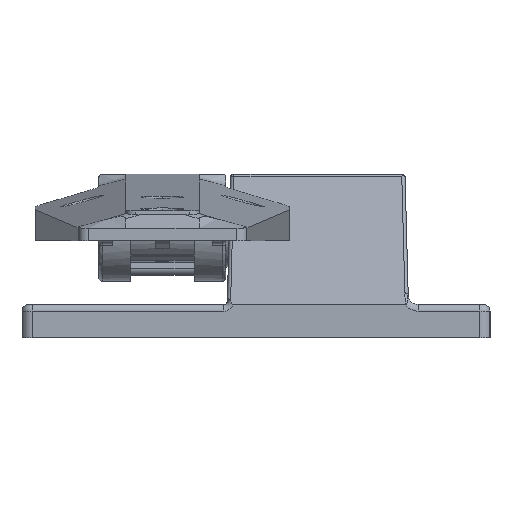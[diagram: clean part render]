
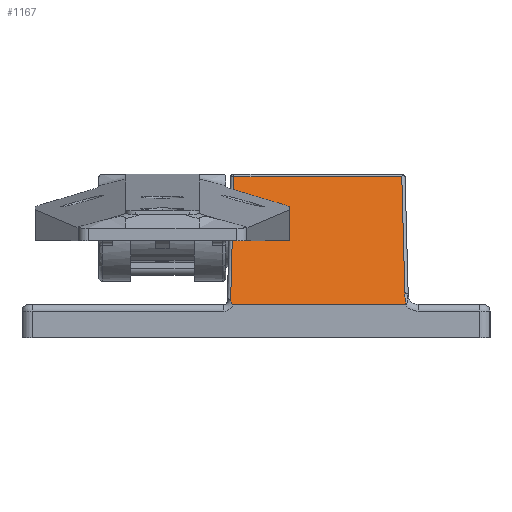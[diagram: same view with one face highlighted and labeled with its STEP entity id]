
A CAD part, left-side view. The second image highlights one B-rep face of the part: STEP entity #1167.
In plain terms, the highlighted planar face has unit normal (-0.969, 0, 0.248).
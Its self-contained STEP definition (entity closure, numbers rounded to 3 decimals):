
#1167 = ADVANCED_FACE ( 'NONE', ( #17945 ), #11685, .F. ) ;
#1330 = EDGE_CURVE ( 'NONE', #2527, #2529, #15427, .T. ) ;
#1333 = EDGE_CURVE ( 'NONE', #2525, #2527, #18870, .T. ) ;
#1335 = EDGE_CURVE ( 'NONE', #2529, #2531, #18871, .T. ) ;
#1337 = EDGE_CURVE ( 'NONE', #2531, #2533, #15456, .T. ) ;
#1339 = EDGE_CURVE ( 'NONE', #2533, #2535, #15459, .T. ) ;
#1341 = EDGE_CURVE ( 'NONE', #2535, #2525, #15462, .T. ) ;
#2525 = VERTEX_POINT ( 'NONE', #16951 ) ;
#2527 = VERTEX_POINT ( 'NONE', #16952 ) ;
#2529 = VERTEX_POINT ( 'NONE', #16953 ) ;
#2531 = VERTEX_POINT ( 'NONE', #16954 ) ;
#2533 = VERTEX_POINT ( 'NONE', #16955 ) ;
#2535 = VERTEX_POINT ( 'NONE', #16956 ) ;
#2969 = ORIENTED_EDGE ( 'NONE', *, *, #1333, .T. ) ;
#2971 = ORIENTED_EDGE ( 'NONE', *, *, #1335, .T. ) ;
#2973 = ORIENTED_EDGE ( 'NONE', *, *, #1330, .T. ) ;
#2975 = ORIENTED_EDGE ( 'NONE', *, *, #1337, .T. ) ;
#2977 = ORIENTED_EDGE ( 'NONE', *, *, #1339, .T. ) ;
#2979 = ORIENTED_EDGE ( 'NONE', *, *, #1341, .T. ) ;
#3405 = EDGE_LOOP ( 'NONE', ( #2969, #2973, #2971, #2975, #2977, #2979 ) ) ;
#11685 = PLANE ( 'NONE',  #17948 ) ;
#11686 = CARTESIAN_POINT ( 'NONE',  ( -24., 62., -23. ) ) ;
#11687 = DIRECTION ( 'NONE',  ( 0.969, 0., -0.248 ) ) ;
#11688 = DIRECTION ( 'NONE',  ( -0.248, 0., -0.969 ) ) ;
#15423 = CARTESIAN_POINT ( 'NONE',  ( -23.73, -0.419, -21.947 ) ) ;
#15427 = LINE ( 'NONE', #15428, #18094 ) ;
#15428 = CARTESIAN_POINT ( 'NONE',  ( -23.969, 62., -22.878 ) ) ;
#15429 = DIRECTION ( 'NONE',  ( 0., -1., 0. ) ) ;
#15430 = CARTESIAN_POINT ( 'NONE',  ( -23.771, -0.494, -22.107 ) ) ;
#15431 = CARTESIAN_POINT ( 'NONE',  ( -23.813, -0.56, -22.272 ) ) ;
#15432 = CARTESIAN_POINT ( 'NONE',  ( -23.875, -0.67, -22.514 ) ) ;
#15433 = CARTESIAN_POINT ( 'NONE',  ( -23.896, -0.708, -22.594 ) ) ;
#15434 = CARTESIAN_POINT ( 'NONE',  ( -23.935, -0.799, -22.746 ) ) ;
#15435 = CARTESIAN_POINT ( 'NONE',  ( -23.954, -0.853, -22.819 ) ) ;
#15436 = CARTESIAN_POINT ( 'NONE',  ( -23.969, -0.921, -22.878 ) ) ;
#15437 = CARTESIAN_POINT ( 'NONE',  ( -23.969, -52.623, -22.878 ) ) ;
#15438 = CARTESIAN_POINT ( 'NONE',  ( -23.969, -52.66, -22.878 ) ) ;
#15439 = CARTESIAN_POINT ( 'NONE',  ( -23.967, -52.698, -22.873 ) ) ;
#15440 = CARTESIAN_POINT ( 'NONE',  ( -23.96, -52.769, -22.845 ) ) ;
#15441 = CARTESIAN_POINT ( 'NONE',  ( -23.954, -52.799, -22.822 ) ) ;
#15442 = CARTESIAN_POINT ( 'NONE',  ( -23.932, -52.865, -22.733 ) ) ;
#15443 = CARTESIAN_POINT ( 'NONE',  ( -23.912, -52.875, -22.656 ) ) ;
#15444 = CARTESIAN_POINT ( 'NONE',  ( -23.874, -52.877, -22.51 ) ) ;
#15445 = CARTESIAN_POINT ( 'NONE',  ( -23.856, -52.868, -22.438 ) ) ;
#15446 = CARTESIAN_POINT ( 'NONE',  ( -23.819, -52.845, -22.294 ) ) ;
#15447 = CARTESIAN_POINT ( 'NONE',  ( -23.801, -52.83, -22.222 ) ) ;
#15448 = CARTESIAN_POINT ( 'NONE',  ( -23.709, -52.752, -21.866 ) ) ;
#15449 = CARTESIAN_POINT ( 'NONE',  ( -23.637, -52.679, -21.583 ) ) ;
#15450 = CARTESIAN_POINT ( 'NONE',  ( -23.49, -52.569, -21.01 ) ) ;
#15451 = CARTESIAN_POINT ( 'NONE',  ( -23.416, -52.529, -20.721 ) ) ;
#15452 = CARTESIAN_POINT ( 'NONE',  ( -23.267, -52.491, -20.139 ) ) ;
#15453 = CARTESIAN_POINT ( 'NONE',  ( -23.192, -52.493, -19.849 ) ) ;
#15454 = CARTESIAN_POINT ( 'NONE',  ( -23.117, -52.518, -19.558 ) ) ;
#15456 = LINE ( 'NONE', #15457, #18095 ) ;
#15457 = CARTESIAN_POINT ( 'NONE',  ( -23.278, -52.535, -20.186 ) ) ;
#15458 = DIRECTION ( 'NONE',  ( 0.248, 0.025, 0.968 ) ) ;
#15459 = LINE ( 'NONE', #15460, #18096 ) ;
#15460 = CARTESIAN_POINT ( 'NONE',  ( -14.193, 62., 15.248 ) ) ;
#15461 = DIRECTION ( 'NONE',  ( 0., 1., 0. ) ) ;
#15462 = LINE ( 'NONE', #15463, #18097 ) ;
#15463 = CARTESIAN_POINT ( 'NONE',  ( -24.393, -0.351, -24.532 ) ) ;
#15464 = DIRECTION ( 'NONE',  ( -0.248, 0.025, -0.968 ) ) ;
#16951 = CARTESIAN_POINT ( 'NONE',  ( -23.73, -0.419, -21.947 ) ) ;
#16952 = CARTESIAN_POINT ( 'NONE',  ( -23.969, -0.921, -22.878 ) ) ;
#16953 = CARTESIAN_POINT ( 'NONE',  ( -23.969, -52.623, -22.878 ) ) ;
#16954 = CARTESIAN_POINT ( 'NONE',  ( -23.117, -52.518, -19.558 ) ) ;
#16955 = CARTESIAN_POINT ( 'NONE',  ( -14.193, -51.607, 15.248 ) ) ;
#16956 = CARTESIAN_POINT ( 'NONE',  ( -14.193, -1.393, 15.248 ) ) ;
#17945 = FACE_OUTER_BOUND ( 'NONE', #3405, .T. ) ;
#17948 = AXIS2_PLACEMENT_3D ( 'NONE', #11686, #11687, #11688 ) ;
#18094 = VECTOR ( 'NONE', #15429, 1000. ) ;
#18095 = VECTOR ( 'NONE', #15458, 1000. ) ;
#18096 = VECTOR ( 'NONE', #15461, 1000. ) ;
#18097 = VECTOR ( 'NONE', #15464, 1000. ) ;
#18870 = B_SPLINE_CURVE_WITH_KNOTS ( 'NONE', 3,
 ( #15423, #15430, #15431, #15432, #15433, #15434, #15435, #15436 ),
 .UNSPECIFIED., .F., .F.,
 ( 4, 2, 2, 4 ),
 ( 0.002, 0.002, 0.002, 0.003 ),
 .UNSPECIFIED. ) ;
#18871 = B_SPLINE_CURVE_WITH_KNOTS ( 'NONE', 3,
 ( #15437, #15438, #15439, #15440, #15441, #15442, #15443, #15444, #15445, #15446, #15447, #15448, #15449, #15450, #15451, #15452, #15453, #15454 ),
 .UNSPECIFIED., .F., .F.,
 ( 4, 2, 2, 2, 2, 2, 2, 2, 4 ),
 ( 0., 0., 0., 0., 0.001, 0.001, 0.002, 0.003, 0.004 ),
 .UNSPECIFIED. ) ;
